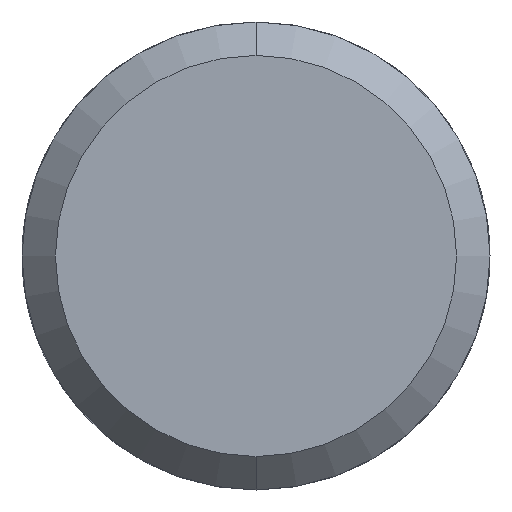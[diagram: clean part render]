
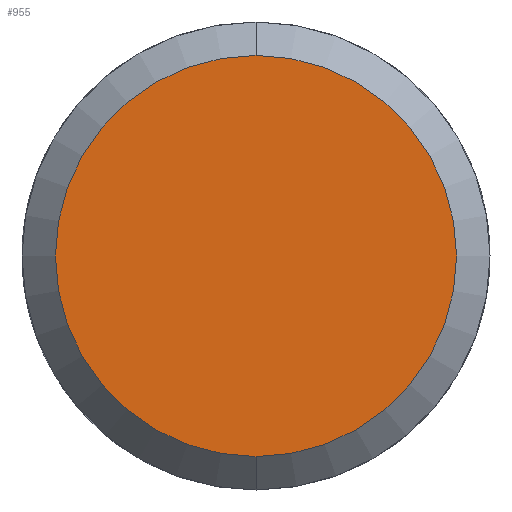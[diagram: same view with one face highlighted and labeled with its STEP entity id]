
A CAD part, front view. The second image highlights one B-rep face of the part: STEP entity #955.
In plain terms, the highlighted planar face has unit normal (0, -1, 0).
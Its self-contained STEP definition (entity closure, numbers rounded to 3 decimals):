
#6 = DIRECTION ( 'NONE',  ( 0., -1., 0. ) ) ;
#144 = AXIS2_PLACEMENT_3D ( 'NONE', #260, #6, #1049 ) ;
#260 = CARTESIAN_POINT ( 'NONE',  ( 0., 0., 0. ) ) ;
#310 = AXIS2_PLACEMENT_3D ( 'NONE', #2170, #2665, #332 ) ;
#332 = DIRECTION ( 'NONE',  ( 0., 0., 1. ) ) ;
#686 = CARTESIAN_POINT ( 'NONE',  ( 0., 0., -6. ) ) ;
#739 = CIRCLE ( 'NONE', #144, 6. ) ;
#744 = FACE_OUTER_BOUND ( 'NONE', #1360, .T. ) ;
#955 = ADVANCED_FACE ( 'NONE', ( #744 ), #2050, .F. ) ;
#999 = DIRECTION ( 'NONE',  ( 0., 0., 1. ) ) ;
#1000 = EDGE_CURVE ( 'NONE', #2586, #3015, #739, .T. ) ;
#1015 = CIRCLE ( 'NONE', #310, 6. ) ;
#1049 = DIRECTION ( 'NONE',  ( 0., 0., 1. ) ) ;
#1298 = CARTESIAN_POINT ( 'NONE',  ( 0., 0., 0. ) ) ;
#1360 = EDGE_LOOP ( 'NONE', ( #2605, #2457 ) ) ;
#1914 = CARTESIAN_POINT ( 'NONE',  ( 0., 0., 6. ) ) ;
#2050 = PLANE ( 'NONE',  #2194 ) ;
#2123 = EDGE_CURVE ( 'NONE', #3015, #2586, #1015, .T. ) ;
#2170 = CARTESIAN_POINT ( 'NONE',  ( 0., 0., 0. ) ) ;
#2194 = AXIS2_PLACEMENT_3D ( 'NONE', #1298, #3313, #999 ) ;
#2457 = ORIENTED_EDGE ( 'NONE', *, *, #1000, .T. ) ;
#2586 = VERTEX_POINT ( 'NONE', #686 ) ;
#2605 = ORIENTED_EDGE ( 'NONE', *, *, #2123, .T. ) ;
#2665 = DIRECTION ( 'NONE',  ( 0., -1., 0. ) ) ;
#3015 = VERTEX_POINT ( 'NONE', #1914 ) ;
#3313 = DIRECTION ( 'NONE',  ( 0., 1., 0. ) ) ;
